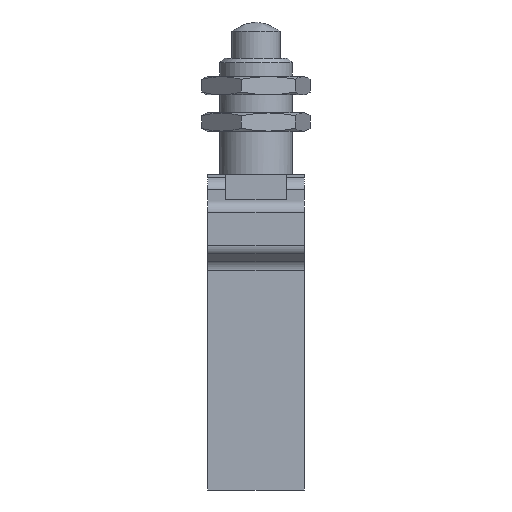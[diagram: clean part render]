
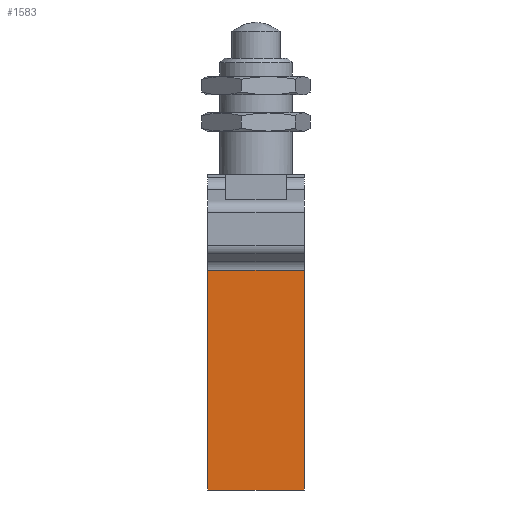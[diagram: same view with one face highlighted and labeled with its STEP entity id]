
A CAD part, left-side view. The second image highlights one B-rep face of the part: STEP entity #1583.
In plain terms, the highlighted planar face has unit normal (-1, 0, 0).
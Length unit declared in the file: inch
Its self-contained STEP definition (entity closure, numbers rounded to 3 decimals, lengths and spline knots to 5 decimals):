
#152 = CARTESIAN_POINT ( 'NONE',  ( -0.59055, 0., -1.5748 ) ) ;
#437 = ORIENTED_EDGE ( 'NONE', *, *, #4834, .T. ) ;
#446 = LINE ( 'NONE', #7022, #4759 ) ;
#952 = EDGE_CURVE ( 'NONE', #6238, #5393, #2107, .T. ) ;
#958 = LINE ( 'NONE', #5523, #4121 ) ;
#1117 = DIRECTION ( 'NONE',  ( 0., -1., 0. ) ) ;
#1583 = ADVANCED_FACE ( 'NONE', ( #4802 ), #2796, .T. ) ;
#1887 = CARTESIAN_POINT ( 'NONE',  ( -0.59055, 0., -1.69291 ) ) ;
#1898 = CARTESIAN_POINT ( 'NONE',  ( -0.59055, 0., -1.5748 ) ) ;
#1996 = EDGE_CURVE ( 'NONE', #5393, #4287, #958, .T. ) ;
#2107 = LINE ( 'NONE', #3368, #4377 ) ;
#2796 = PLANE ( 'NONE',  #4321 ) ;
#3199 = LINE ( 'NONE', #1898, #5307 ) ;
#3328 = ORIENTED_EDGE ( 'NONE', *, *, #952, .T. ) ;
#3368 = CARTESIAN_POINT ( 'NONE',  ( -0.59055, -0.62992, -0.61024 ) ) ;
#3584 = ORIENTED_EDGE ( 'NONE', *, *, #7906, .T. ) ;
#3974 = DIRECTION ( 'NONE',  ( 0., 0., -1. ) ) ;
#4095 = DIRECTION ( 'NONE',  ( 0., 0., 1. ) ) ;
#4121 = VECTOR ( 'NONE', #7496, 39.37008 ) ;
#4287 = VERTEX_POINT ( 'NONE', #4733 ) ;
#4321 = AXIS2_PLACEMENT_3D ( 'NONE', #152, #5471, #7439 ) ;
#4377 = VECTOR ( 'NONE', #4095, 39.37008 ) ;
#4733 = CARTESIAN_POINT ( 'NONE',  ( -0.59055, 0., -0.26687 ) ) ;
#4759 = VECTOR ( 'NONE', #1117, 39.37008 ) ;
#4802 = FACE_OUTER_BOUND ( 'NONE', #6453, .T. ) ;
#4834 = EDGE_CURVE ( 'NONE', #4287, #5995, #3199, .T. ) ;
#5307 = VECTOR ( 'NONE', #3974, 39.37008 ) ;
#5393 = VERTEX_POINT ( 'NONE', #5866 ) ;
#5471 = DIRECTION ( 'NONE',  ( -1., 0., 0. ) ) ;
#5523 = CARTESIAN_POINT ( 'NONE',  ( -0.59055, 0., -0.26687 ) ) ;
#5607 = ORIENTED_EDGE ( 'NONE', *, *, #1996, .T. ) ;
#5866 = CARTESIAN_POINT ( 'NONE',  ( -0.59055, -0.62992, -0.26687 ) ) ;
#5995 = VERTEX_POINT ( 'NONE', #1887 ) ;
#6238 = VERTEX_POINT ( 'NONE', #7646 ) ;
#6453 = EDGE_LOOP ( 'NONE', ( #3584, #3328, #5607, #437 ) ) ;
#7022 = CARTESIAN_POINT ( 'NONE',  ( -0.59055, 0., -1.69291 ) ) ;
#7439 = DIRECTION ( 'NONE',  ( 0., 0., 1. ) ) ;
#7496 = DIRECTION ( 'NONE',  ( 0., 1., 0. ) ) ;
#7646 = CARTESIAN_POINT ( 'NONE',  ( -0.59055, -0.62992, -1.69291 ) ) ;
#7906 = EDGE_CURVE ( 'NONE', #5995, #6238, #446, .T. ) ;
